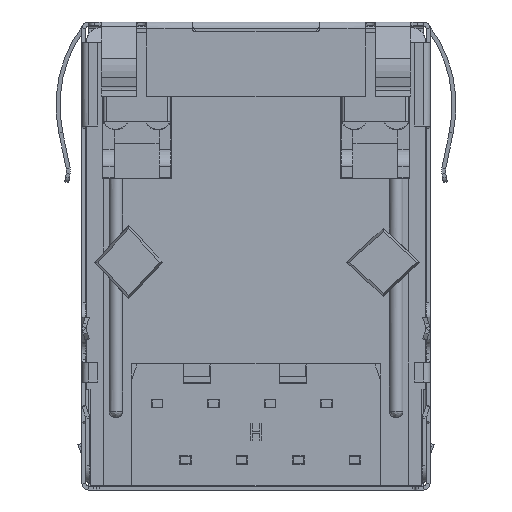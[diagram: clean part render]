
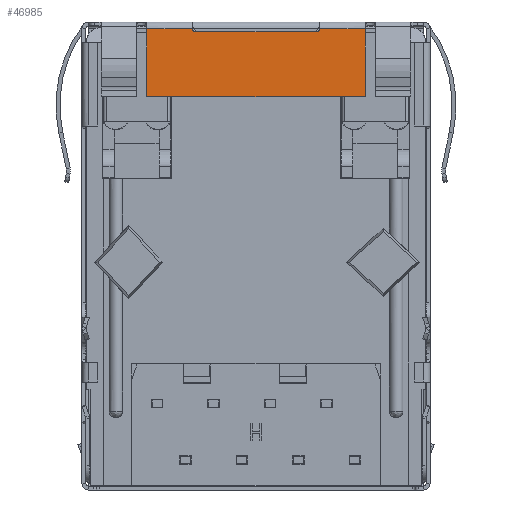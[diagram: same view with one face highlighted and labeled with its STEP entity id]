
A CAD part, front view. The second image highlights one B-rep face of the part: STEP entity #46985.
In plain terms, the highlighted planar face has unit normal (0, -1, 0).
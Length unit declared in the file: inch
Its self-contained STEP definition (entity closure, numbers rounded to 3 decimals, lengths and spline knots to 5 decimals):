
#33803=DIRECTION('',(-1.,0.,0.));
#33804=VECTOR('',#33803,0.08);
#33805=CARTESIAN_POINT('',(0.193,0.003,-0.012));
#33806=LINE('',#33805,#33804);
#33822=DIRECTION('',(-1.,0.,0.));
#33823=VECTOR('',#33822,0.08);
#33824=CARTESIAN_POINT('',(-0.113,0.003,-0.012));
#33825=LINE('',#33824,#33823);
#33843=CARTESIAN_POINT('',(0.108,0.003,-0.012));
#33844=DIRECTION('',(0.,-1.,0.));
#33845=DIRECTION('',(0.,0.,-1.));
#33846=AXIS2_PLACEMENT_3D('',#33843,#33844,#33845);
#33848=DIRECTION('',(0.,0.,-1.));
#33849=VECTOR('',#33848,0.12);
#33850=CARTESIAN_POINT('',(0.193,0.003,-0.012));
#33851=LINE('',#33850,#33849);
#33852=DIRECTION('',(-1.,0.,0.));
#33853=VECTOR('',#33852,0.386);
#33854=CARTESIAN_POINT('',(0.193,0.003,-0.132));
#33855=LINE('',#33854,#33853);
#33856=DIRECTION('',(0.,0.,-1.));
#33857=VECTOR('',#33856,0.12);
#33858=CARTESIAN_POINT('',(-0.193,0.003,-0.012));
#33859=LINE('',#33858,#33857);
#33860=CARTESIAN_POINT('',(-0.108,0.003,-0.012));
#33861=DIRECTION('',(0.,-1.,0.));
#33862=DIRECTION('',(-1.,0.,0.));
#33863=AXIS2_PLACEMENT_3D('',#33860,#33861,#33862);
#33865=DIRECTION('',(-1.,0.,0.));
#33866=VECTOR('',#33865,0.216);
#33867=CARTESIAN_POINT('',(0.108,0.003,-0.017));
#33868=LINE('',#33867,#33866);
#37460=CARTESIAN_POINT('',(0.108,0.003,-0.017));
#37461=CARTESIAN_POINT('',(0.113,0.003,-0.012));
#37462=VERTEX_POINT('',#37460);
#37463=VERTEX_POINT('',#37461);
#37464=CARTESIAN_POINT('',(-0.108,0.003,-0.017));
#37465=VERTEX_POINT('',#37464);
#37466=CARTESIAN_POINT('',(-0.113,0.003,-0.012));
#37467=VERTEX_POINT('',#37466);
#38012=CARTESIAN_POINT('',(-0.193,0.003,-0.012));
#38013=CARTESIAN_POINT('',(-0.193,0.003,-0.132));
#38014=VERTEX_POINT('',#38012);
#38015=VERTEX_POINT('',#38013);
#38016=CARTESIAN_POINT('',(0.193,0.003,-0.012));
#38017=CARTESIAN_POINT('',(0.193,0.003,-0.132));
#38018=VERTEX_POINT('',#38016);
#38019=VERTEX_POINT('',#38017);
#46965=CARTESIAN_POINT('',(0.,0.003,-0.01565));
#46966=DIRECTION('',(0.,-1.,0.));
#46967=DIRECTION('',(-1.,0.,0.));
#46968=AXIS2_PLACEMENT_3D('',#46965,#46966,#46967);
#46969=PLANE('',#46968);
#46970=ORIENTED_EDGE('',*,*,#46955,.T.);
#46971=ORIENTED_EDGE('',*,*,#46898,.F.);
#46973=ORIENTED_EDGE('',*,*,#46972,.T.);
#46975=ORIENTED_EDGE('',*,*,#46974,.T.);
#46977=ORIENTED_EDGE('',*,*,#46976,.F.);
#46978=ORIENTED_EDGE('',*,*,#46914,.F.);
#46980=ORIENTED_EDGE('',*,*,#46979,.T.);
#46982=ORIENTED_EDGE('',*,*,#46981,.F.);
#46983=EDGE_LOOP('',(#46970,#46971,#46973,#46975,#46977,#46978,#46980,#46982));
#46984=FACE_OUTER_BOUND('',#46983,.F.);
#33847=CIRCLE('',#33846,0.005);
#33864=CIRCLE('',#33863,0.005);
#46898=EDGE_CURVE('',#38018,#37463,#33806,.T.);
#46914=EDGE_CURVE('',#37467,#38014,#33825,.T.);
#46955=EDGE_CURVE('',#37462,#37463,#33847,.T.);
#46972=EDGE_CURVE('',#38018,#38019,#33851,.T.);
#46974=EDGE_CURVE('',#38019,#38015,#33855,.T.);
#46976=EDGE_CURVE('',#38014,#38015,#33859,.T.);
#46979=EDGE_CURVE('',#37467,#37465,#33864,.T.);
#46981=EDGE_CURVE('',#37462,#37465,#33868,.T.);
#46985=ADVANCED_FACE('',(#46984),#46969,.T.);
